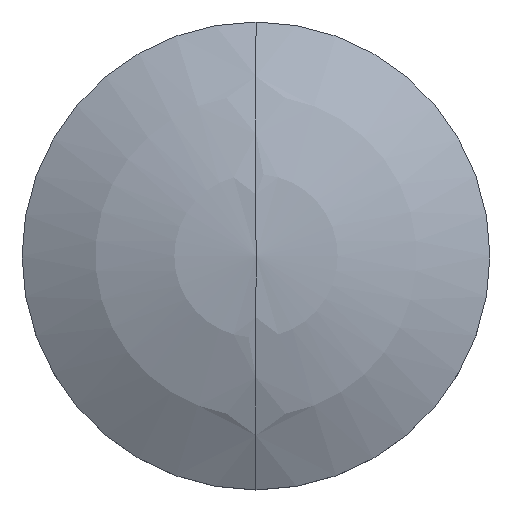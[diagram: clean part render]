
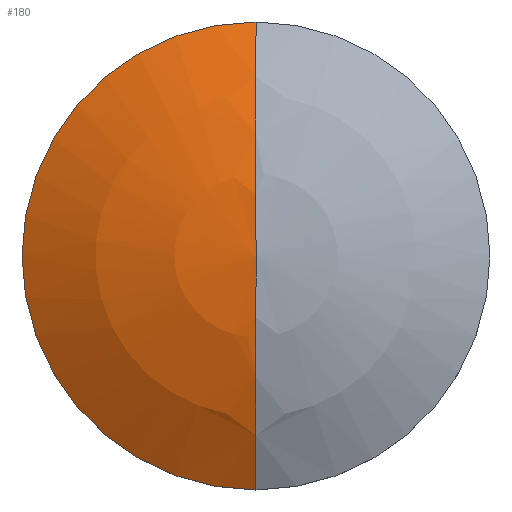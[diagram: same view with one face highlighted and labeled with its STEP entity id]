
A CAD part, top view. The second image highlights one B-rep face of the part: STEP entity #180.
In plain terms, the highlighted spherical face has radius 19.875 mm.
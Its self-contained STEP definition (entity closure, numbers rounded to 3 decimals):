
#120=EDGE_CURVE('',#130,#186,#261,.T.);
#124=EDGE_CURVE('',#186,#134,#266,.T.);
#128=EDGE_CURVE('',#134,#130,#270,.T.);
#130=VERTEX_POINT('',#272);
#134=VERTEX_POINT('',#276);
#180=ADVANCED_FACE('',(#328),#329,.T.);
#186=VERTEX_POINT('',#336);
#261=CIRCLE('',#413,10.5);
#266=CIRCLE('',#419,19.875);
#270=CIRCLE('',#426,19.875);
#272=CARTESIAN_POINT('',(0.,-10.5,14.));
#276=CARTESIAN_POINT('',(0.,0.,17.));
#328=FACE_OUTER_BOUND('',#497,.T.);
#329=SPHERICAL_SURFACE('',#498,19.875);
#336=CARTESIAN_POINT('',(0.,10.5,14.));
#413=AXIS2_PLACEMENT_3D('',#595,#596,#597);
#419=AXIS2_PLACEMENT_3D('',#606,#607,#608);
#426=AXIS2_PLACEMENT_3D('',#610,#611,#612);
#497=EDGE_LOOP('',(#671,#672,#673));
#498=AXIS2_PLACEMENT_3D('',#674,#675,#676);
#595=CARTESIAN_POINT('',(0.,0.,14.));
#596=DIRECTION('',(0.0,0.0,-1.0));
#597=DIRECTION('',(0.,1.0,0.0));
#606=CARTESIAN_POINT('',(0.,0.,-2.875));
#607=DIRECTION('',(1.0,0.,-0.0));
#608=DIRECTION('',(0.0,0.0,1.0));
#610=CARTESIAN_POINT('',(0.,0.,-2.875));
#611=DIRECTION('',(1.0,0.,-0.0));
#612=DIRECTION('',(0.0,0.0,1.0));
#671=ORIENTED_EDGE('',*,*,#128,.F.);
#672=ORIENTED_EDGE('',*,*,#124,.F.);
#673=ORIENTED_EDGE('',*,*,#120,.F.);
#674=CARTESIAN_POINT('',(0.,0.,-2.875));
#675=DIRECTION('',(0.0,0.0,-1.0));
#676=DIRECTION('',(0.,-1.0,0.0));
